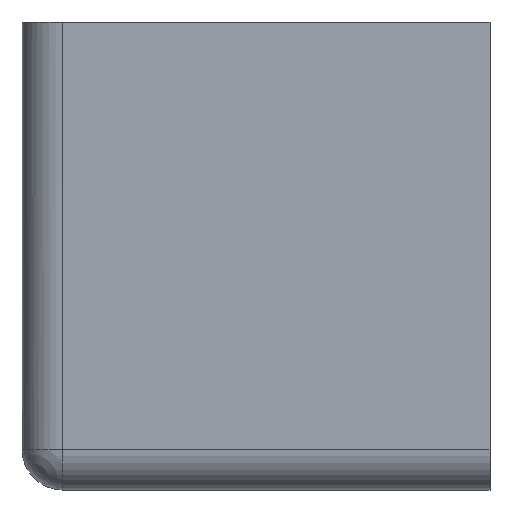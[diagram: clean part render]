
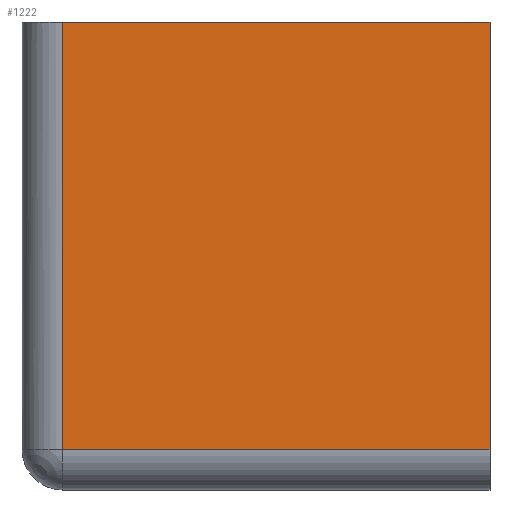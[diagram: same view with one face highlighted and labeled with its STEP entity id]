
A CAD part, front view. The second image highlights one B-rep face of the part: STEP entity #1222.
In plain terms, the highlighted planar face has unit normal (0, -1, 0).
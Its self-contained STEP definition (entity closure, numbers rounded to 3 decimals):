
#1183=CARTESIAN_POINT('',(20.0,-20.0,-1.0));
#1184=DIRECTION('',(0.0,-1.0,0.0));
#1185=DIRECTION('',(0.0,0.0,-1.0));
#1186=AXIS2_PLACEMENT_3D('',#1183,#1184,#1185);
#1187=PLANE('',#1186);
#1188=CARTESIAN_POINT('',(20.0,-20.0,2.5));
#1189=VERTEX_POINT('',#1188);
#1190=CARTESIAN_POINT('',(-16.5,-20.0,2.5));
#1191=VERTEX_POINT('',#1190);
#1192=CARTESIAN_POINT('',(20.0,-20.0,2.5));
#1193=DIRECTION('',(-1.0,0.0,0.0));
#1194=VECTOR('',#1193,36.5);
#1195=LINE('',#1192,#1194);
#1196=EDGE_CURVE('',#1189,#1191,#1195,.T.);
#1197=ORIENTED_EDGE('',*,*,#1196,.F.);
#1198=CARTESIAN_POINT('',(20.0,-20.0,39.0));
#1199=VERTEX_POINT('',#1198);
#1200=CARTESIAN_POINT('',(20.0,-20.0,2.5));
#1201=DIRECTION('',(0.0,0.0,1.0));
#1202=VECTOR('',#1201,36.5);
#1203=LINE('',#1200,#1202);
#1204=EDGE_CURVE('',#1189,#1199,#1203,.T.);
#1205=ORIENTED_EDGE('',*,*,#1204,.T.);
#1206=CARTESIAN_POINT('',(-16.5,-20.0,39.0));
#1207=VERTEX_POINT('',#1206);
#1208=CARTESIAN_POINT('',(20.0,-20.0,39.0));
#1209=DIRECTION('',(-1.0,0.0,0.0));
#1210=VECTOR('',#1209,36.5);
#1211=LINE('',#1208,#1210);
#1212=EDGE_CURVE('',#1199,#1207,#1211,.T.);
#1213=ORIENTED_EDGE('',*,*,#1212,.T.);
#1214=CARTESIAN_POINT('',(-16.5,-20.0,2.5));
#1215=DIRECTION('',(0.0,0.0,1.0));
#1216=VECTOR('',#1215,36.5);
#1217=LINE('',#1214,#1216);
#1218=EDGE_CURVE('',#1191,#1207,#1217,.T.);
#1219=ORIENTED_EDGE('',*,*,#1218,.F.);
#1220=EDGE_LOOP('',(#1197,#1205,#1213,#1219));
#1221=FACE_OUTER_BOUND('',#1220,.T.);
#1222=ADVANCED_FACE('',(#1221),#1187,.T.);
